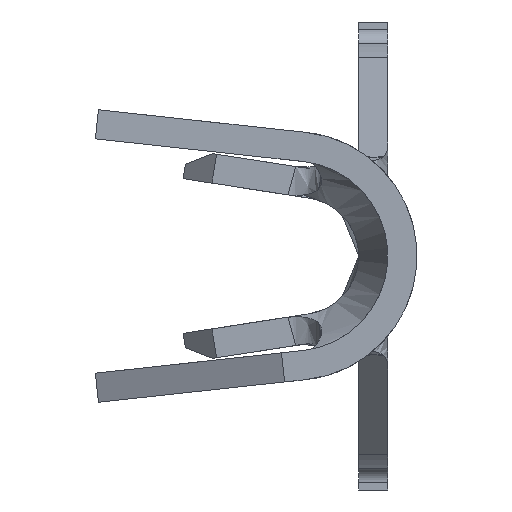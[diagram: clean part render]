
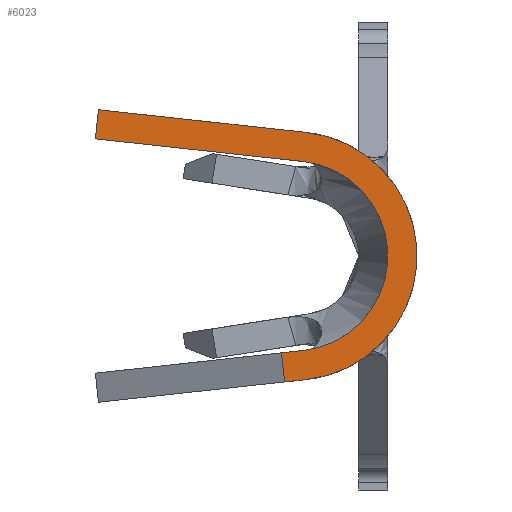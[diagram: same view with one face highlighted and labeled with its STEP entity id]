
A CAD part, left-side view. The second image highlights one B-rep face of the part: STEP entity #6023.
In plain terms, the highlighted planar face has unit normal (-1, 0, 0).
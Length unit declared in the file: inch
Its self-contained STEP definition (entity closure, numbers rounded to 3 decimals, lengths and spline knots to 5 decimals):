
#10 = AXIS2_PLACEMENT_3D ( 'NONE', #6591, #1469, #3755 ) ;
#27 = DIRECTION ( 'NONE',  ( 0., -0.994, 0.108 ) ) ;
#281 = CARTESIAN_POINT ( 'NONE',  ( -0.53, 0.05578, 0.0845 ) ) ;
#319 = CIRCLE ( 'NONE', #3544, 0.065 ) ;
#426 = LINE ( 'NONE', #2703, #1685 ) ;
#626 = DIRECTION ( 'NONE',  ( 0., -0.994, -0.108 ) ) ;
#823 = VECTOR ( 'NONE', #3285, 39.37008 ) ;
#893 = CARTESIAN_POINT ( 'NONE',  ( -0.53, 0.19783, 0.1 ) ) ;
#1000 = CARTESIAN_POINT ( 'NONE',  ( -0.53, 0.07276, -0.06623 ) ) ;
#1173 = DIRECTION ( 'NONE',  ( 0., 0.108, -0.994 ) ) ;
#1270 = VERTEX_POINT ( 'NONE', #6047 ) ;
#1353 = EDGE_CURVE ( 'NONE', #4965, #6498, #319, .T. ) ;
#1398 = ORIENTED_EDGE ( 'NONE', *, *, #6972, .T. ) ;
#1434 = DIRECTION ( 'NONE',  ( -1., 0., 0. ) ) ;
#1469 = DIRECTION ( 'NONE',  ( -1., 0., 0. ) ) ;
#1640 = VERTEX_POINT ( 'NONE', #893 ) ;
#1685 = VECTOR ( 'NONE', #4997, 39.37008 ) ;
#1734 = CARTESIAN_POINT ( 'NONE',  ( -0.53, 0.05578, 0.0845 ) ) ;
#1781 = VECTOR ( 'NONE', #1173, 39.37008 ) ;
#1999 = FACE_OUTER_BOUND ( 'NONE', #3381, .T. ) ;
#2097 = DIRECTION ( 'NONE',  ( 1., 0., 0. ) ) ;
#2219 = EDGE_CURVE ( 'NONE', #1640, #1270, #4024, .T. ) ;
#2295 = VERTEX_POINT ( 'NONE', #7058 ) ;
#2557 = DIRECTION ( 'NONE',  ( 0., 0.994, 0.108 ) ) ;
#2703 = CARTESIAN_POINT ( 'NONE',  ( -0.53, 0.05795, -0.06462 ) ) ;
#2821 = ORIENTED_EDGE ( 'NONE', *, *, #5687, .T. ) ;
#2853 = LINE ( 'NONE', #5149, #6431 ) ;
#3018 = EDGE_CURVE ( 'NONE', #6423, #2295, #6122, .T. ) ;
#3148 = EDGE_CURVE ( 'NONE', #6190, #1640, #5410, .T. ) ;
#3223 = CIRCLE ( 'NONE', #10, 0.085 ) ;
#3285 = DIRECTION ( 'NONE',  ( 0., -0.108, -0.994 ) ) ;
#3381 = EDGE_LOOP ( 'NONE', ( #6696, #5890, #1398, #3549, #3596, #6557, #6464, #2821 ) ) ;
#3401 = EDGE_CURVE ( 'NONE', #2295, #4038, #2853, .T. ) ;
#3464 = LINE ( 'NONE', #5749, #6093 ) ;
#3474 = CARTESIAN_POINT ( 'NONE',  ( -0.53, 0.05795, -0.06462 ) ) ;
#3544 = AXIS2_PLACEMENT_3D ( 'NONE', #7207, #2097, #4381 ) ;
#3549 = ORIENTED_EDGE ( 'NONE', *, *, #3148, .T. ) ;
#3596 = ORIENTED_EDGE ( 'NONE', *, *, #2219, .T. ) ;
#3721 = DIRECTION ( 'NONE',  ( 0., 0., 1. ) ) ;
#3755 = DIRECTION ( 'NONE',  ( 0., 0., 1. ) ) ;
#4024 = LINE ( 'NONE', #6294, #1781 ) ;
#4038 = VERTEX_POINT ( 'NONE', #6960 ) ;
#4240 = EDGE_CURVE ( 'NONE', #1270, #4965, #3464, .T. ) ;
#4283 = PLANE ( 'NONE',  #6690 ) ;
#4381 = DIRECTION ( 'NONE',  ( 0., 0., 1. ) ) ;
#4466 = CARTESIAN_POINT ( 'NONE',  ( -0.53, 0.07276, -0.06623 ) ) ;
#4965 = VERTEX_POINT ( 'NONE', #5432 ) ;
#4997 = DIRECTION ( 'NONE',  ( 0., 0.994, -0.108 ) ) ;
#5149 = CARTESIAN_POINT ( 'NONE',  ( -0.53, 0.05578, -0.0845 ) ) ;
#5410 = LINE ( 'NONE', #281, #6553 ) ;
#5432 = CARTESIAN_POINT ( 'NONE',  ( -0.53, 0.05795, 0.06462 ) ) ;
#5687 = EDGE_CURVE ( 'NONE', #6498, #6423, #426, .T. ) ;
#5749 = CARTESIAN_POINT ( 'NONE',  ( -0.53, 0.05795, 0.06462 ) ) ;
#5890 = ORIENTED_EDGE ( 'NONE', *, *, #3401, .T. ) ;
#6023 = ADVANCED_FACE ( 'NONE', ( #1999 ), #4283, .T. ) ;
#6047 = CARTESIAN_POINT ( 'NONE',  ( -0.53, 0.2, 0.08012 ) ) ;
#6093 = VECTOR ( 'NONE', #626, 39.37008 ) ;
#6122 = LINE ( 'NONE', #1000, #823 ) ;
#6190 = VERTEX_POINT ( 'NONE', #1734 ) ;
#6294 = CARTESIAN_POINT ( 'NONE',  ( -0.53, 0.2, 0.08012 ) ) ;
#6423 = VERTEX_POINT ( 'NONE', #4466 ) ;
#6431 = VECTOR ( 'NONE', #27, 39.37008 ) ;
#6464 = ORIENTED_EDGE ( 'NONE', *, *, #1353, .T. ) ;
#6498 = VERTEX_POINT ( 'NONE', #3474 ) ;
#6553 = VECTOR ( 'NONE', #2557, 39.37008 ) ;
#6555 = CARTESIAN_POINT ( 'NONE',  ( -0.53, 0.065, 0. ) ) ;
#6557 = ORIENTED_EDGE ( 'NONE', *, *, #4240, .T. ) ;
#6591 = CARTESIAN_POINT ( 'NONE',  ( -0.53, 0.065, 0. ) ) ;
#6690 = AXIS2_PLACEMENT_3D ( 'NONE', #6555, #1434, #3721 ) ;
#6696 = ORIENTED_EDGE ( 'NONE', *, *, #3018, .T. ) ;
#6960 = CARTESIAN_POINT ( 'NONE',  ( -0.53, 0.05578, -0.0845 ) ) ;
#6972 = EDGE_CURVE ( 'NONE', #4038, #6190, #3223, .T. ) ;
#7058 = CARTESIAN_POINT ( 'NONE',  ( -0.53, 0.07059, -0.08611 ) ) ;
#7207 = CARTESIAN_POINT ( 'NONE',  ( -0.53, 0.065, 0. ) ) ;
